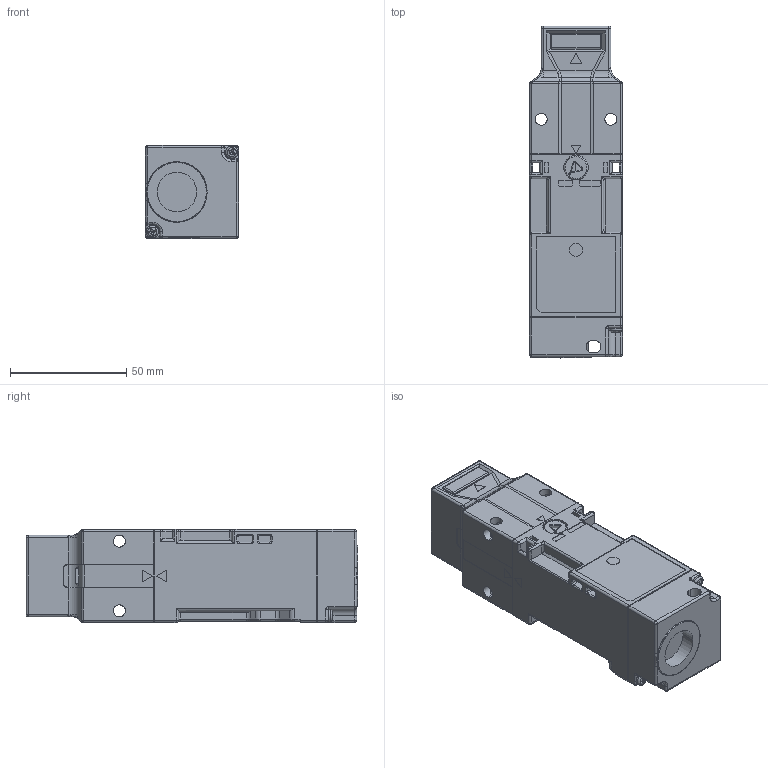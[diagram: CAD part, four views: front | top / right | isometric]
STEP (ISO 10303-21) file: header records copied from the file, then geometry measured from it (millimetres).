
FILE_DESCRIPTION (( 'STEP AP214' ), '1' );
FILE_NAME ('HS1T-xx[4][7Y]4ZM.STEP', '2019-03-26T07:48:19', ( '' ), ( '' ), 'SwSTEP 2.0', 'SolidWorks 2017', '' );
FILE_SCHEMA (( 'AUTOMOTIVE_DESIGN' ));
Length unit declared in the file: millimetre
Products named in the file (6): HS1T-CV_蹬怮椔; HS1T-HEAD-CV_蹬怮椔; HS1T-CASE_蹬怮椔; HS1T-xx[4][7Y]4ZM; HS1E-PLUG_蹬怮椔; HS1T-UNLOCK-SCRW_蹬怮椔
Assembly tree (5 placements, depth 2):
  HS1T-xx[4][7Y]4ZM
    HS1T-CASE_蹬怮椔
    HS1T-HEAD-CV_蹬怮椔
    HS1T-CV_蹬怮椔
    HS1T-UNLOCK-SCRW_蹬怮椔
    HS1E-PLUG_蹬怮椔
Bounding box: 40 x 142.7 x 40 mm (x, y, z)
Volume: 199102.5 mm3; surface area: 37391.9 mm2
Topology: 5 solids, 5 shells, 772 faces, 1923 edges, 1145 vertices
Faces by surface type: plane 350, cylinder 268, bspline 119, cone 35
Entity records: 28661 total; most frequent: CARTESIAN_POINT 11191, ORIENTED_EDGE 3770, DIRECTION 3371, EDGE_CURVE 1885, AXIS2_PLACEMENT_3D 1151, VERTEX_POINT 1145, VECTOR 1069, LINE 1069
